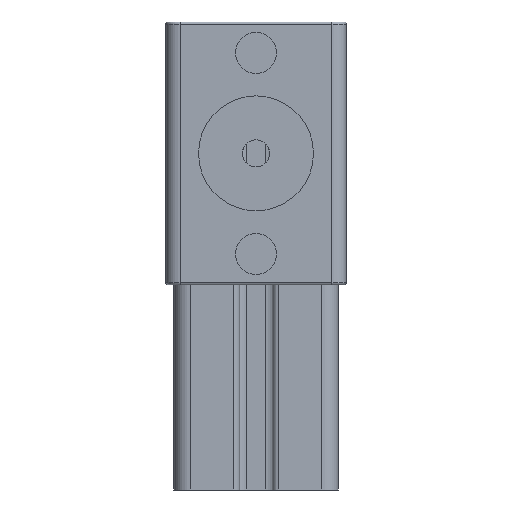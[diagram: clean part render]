
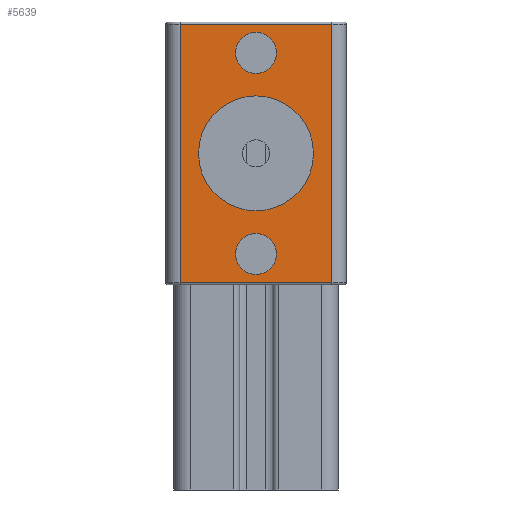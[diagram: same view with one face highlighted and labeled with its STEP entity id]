
A CAD part, front view. The second image highlights one B-rep face of the part: STEP entity #5639.
In plain terms, the highlighted planar face has unit normal (0, -1, 0).
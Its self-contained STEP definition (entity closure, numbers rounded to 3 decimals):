
#53=FACE_BOUND('',#741,.T.);
#54=FACE_BOUND('',#742,.T.);
#55=FACE_BOUND('',#743,.T.);
#155=PLANE('',#6264);
#427=FACE_OUTER_BOUND('',#740,.T.);
#740=EDGE_LOOP('',(#5005,#5006,#5007,#5008));
#741=EDGE_LOOP('',(#5009));
#742=EDGE_LOOP('',(#5010));
#743=EDGE_LOOP('',(#5011));
#1217=LINE('',#9608,#1710);
#1227=LINE('',#9655,#1720);
#1228=LINE('',#9659,#1721);
#1229=LINE('',#9660,#1722);
#1710=VECTOR('',#7870,10.);
#1720=VECTOR('',#7924,10.);
#1721=VECTOR('',#7929,10.);
#1722=VECTOR('',#7930,10.);
#2082=CIRCLE('',#6265,5.);
#2083=CIRCLE('',#6266,5.);
#2084=CIRCLE('',#6267,14.);
#2607=VERTEX_POINT('',#9598);
#2609=VERTEX_POINT('',#9604);
#2625=VERTEX_POINT('',#9654);
#2626=VERTEX_POINT('',#9658);
#2627=VERTEX_POINT('',#9661);
#2628=VERTEX_POINT('',#9663);
#2629=VERTEX_POINT('',#9665);
#3410=EDGE_CURVE('',#2607,#2609,#1217,.T.);
#3433=EDGE_CURVE('',#2625,#2609,#1227,.T.);
#3435=EDGE_CURVE('',#2626,#2607,#1228,.T.);
#3436=EDGE_CURVE('',#2625,#2626,#1229,.T.);
#3437=EDGE_CURVE('',#2627,#2627,#2082,.T.);
#3438=EDGE_CURVE('',#2628,#2628,#2083,.T.);
#3439=EDGE_CURVE('',#2629,#2629,#2084,.T.);
#5005=ORIENTED_EDGE('',*,*,#3410,.F.);
#5006=ORIENTED_EDGE('',*,*,#3435,.F.);
#5007=ORIENTED_EDGE('',*,*,#3436,.F.);
#5008=ORIENTED_EDGE('',*,*,#3433,.T.);
#5009=ORIENTED_EDGE('',*,*,#3437,.T.);
#5010=ORIENTED_EDGE('',*,*,#3438,.T.);
#5011=ORIENTED_EDGE('',*,*,#3439,.T.);
#5639=ADVANCED_FACE('',(#427,#53,#54,#55),#155,.T.);
#6264=AXIS2_PLACEMENT_3D('',#9657,#7927,#7928);
#6265=AXIS2_PLACEMENT_3D('',#9662,#7931,#7932);
#6266=AXIS2_PLACEMENT_3D('',#9664,#7933,#7934);
#6267=AXIS2_PLACEMENT_3D('',#9666,#7935,#7936);
#7870=DIRECTION('',(-1.,0.,0.));
#7924=DIRECTION('',(0.,0.,-1.));
#7927=DIRECTION('center_axis',(0.,-1.,0.));
#7928=DIRECTION('ref_axis',(1.,0.,0.));
#7929=DIRECTION('',(0.,0.,-1.));
#7930=DIRECTION('',(1.,0.,0.));
#7931=DIRECTION('center_axis',(0.,1.,0.));
#7932=DIRECTION('ref_axis',(1.,0.,0.));
#7933=DIRECTION('center_axis',(0.,1.,0.));
#7934=DIRECTION('ref_axis',(1.,0.,0.));
#7935=DIRECTION('center_axis',(0.,1.,0.));
#7936=DIRECTION('ref_axis',(1.,0.,0.));
#9598=CARTESIAN_POINT('',(18.5,-22.,0.5));
#9604=CARTESIAN_POINT('',(-18.5,-22.,0.5));
#9608=CARTESIAN_POINT('',(5.5,-22.,0.5));
#9654=CARTESIAN_POINT('',(-18.5,-22.,63.5));
#9655=CARTESIAN_POINT('',(-18.5,-22.,0.));
#9657=CARTESIAN_POINT('Origin',(0.,-22.,0.));
#9658=CARTESIAN_POINT('',(18.5,-22.,63.5));
#9659=CARTESIAN_POINT('',(18.5,-22.,0.));
#9660=CARTESIAN_POINT('',(5.5,-22.,63.5));
#9661=CARTESIAN_POINT('',(-5.,-22.,56.5));
#9662=CARTESIAN_POINT('Origin',(0.,-22.,
56.5));
#9663=CARTESIAN_POINT('',(-5.,-22.,7.5));
#9664=CARTESIAN_POINT('Origin',(0.,-22.,
7.5));
#9665=CARTESIAN_POINT('',(-14.,-22.,32.));
#9666=CARTESIAN_POINT('Origin',(0.,-22.,
32.));
